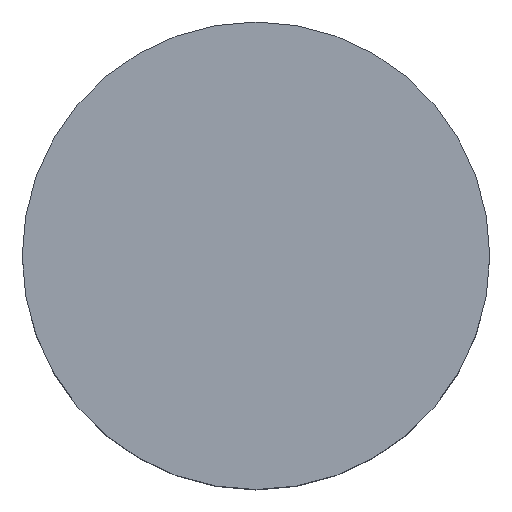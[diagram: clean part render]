
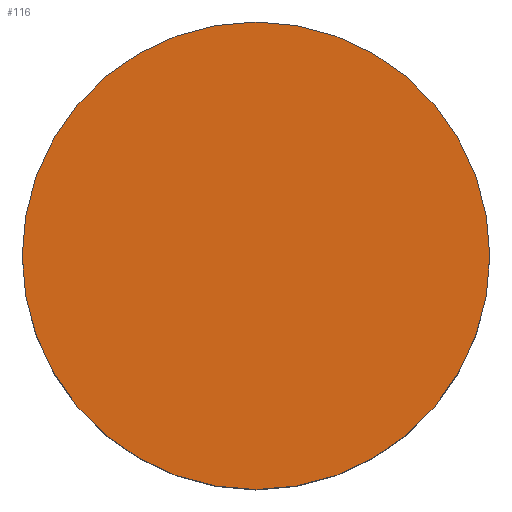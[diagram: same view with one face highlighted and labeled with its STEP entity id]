
A CAD part, top view. The second image highlights one B-rep face of the part: STEP entity #116.
In plain terms, the highlighted planar face has unit normal (0, 0, 1).
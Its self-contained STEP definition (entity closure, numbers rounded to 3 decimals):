
#11 = DIRECTION ( 'NONE',  ( 1., 0., 0. ) ) ;
#13 = DIRECTION ( 'NONE',  ( 0., 0., 1. ) ) ;
#67 = ORIENTED_EDGE ( 'NONE', *, *, #195, .T. ) ;
#75 = VERTEX_POINT ( 'NONE', #284 ) ;
#93 = DIRECTION ( 'NONE',  ( 1., 0., 0. ) ) ;
#104 = PLANE ( 'NONE',  #255 ) ;
#116 = ADVANCED_FACE ( 'NONE', ( #205 ), #104, .T. ) ;
#120 = CIRCLE ( 'NONE', #265, 3. ) ;
#128 = DIRECTION ( 'NONE',  ( 0., 0., 1. ) ) ;
#149 = CARTESIAN_POINT ( 'NONE',  ( 3., 0., 0. ) ) ;
#163 = CIRCLE ( 'NONE', #322, 3. ) ;
#184 = CARTESIAN_POINT ( 'NONE',  ( 0., 0., 0. ) ) ;
#188 = EDGE_CURVE ( 'NONE', #313, #75, #163, .T. ) ;
#195 = EDGE_CURVE ( 'NONE', #75, #313, #120, .T. ) ;
#205 = FACE_OUTER_BOUND ( 'NONE', #346, .T. ) ;
#232 = DIRECTION ( 'NONE',  ( 0., 0., 1. ) ) ;
#255 = AXIS2_PLACEMENT_3D ( 'NONE', #184, #13, #11 ) ;
#257 = CARTESIAN_POINT ( 'NONE',  ( 0., 0., 0. ) ) ;
#264 = DIRECTION ( 'NONE',  ( 1., 0., 0. ) ) ;
#265 = AXIS2_PLACEMENT_3D ( 'NONE', #338, #128, #93 ) ;
#271 = ORIENTED_EDGE ( 'NONE', *, *, #188, .T. ) ;
#284 = CARTESIAN_POINT ( 'NONE',  ( -3., 0., 0. ) ) ;
#313 = VERTEX_POINT ( 'NONE', #149 ) ;
#322 = AXIS2_PLACEMENT_3D ( 'NONE', #257, #232, #264 ) ;
#338 = CARTESIAN_POINT ( 'NONE',  ( 0., 0., 0. ) ) ;
#346 = EDGE_LOOP ( 'NONE', ( #271, #67 ) ) ;
